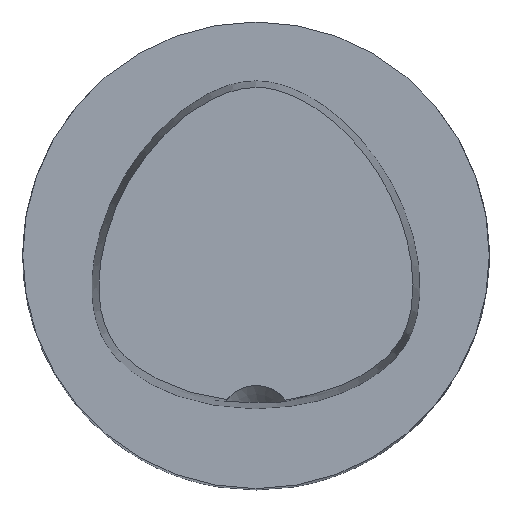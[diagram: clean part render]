
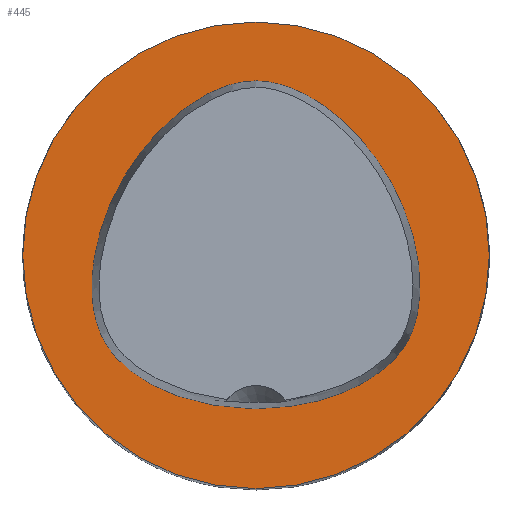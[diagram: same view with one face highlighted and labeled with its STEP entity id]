
A CAD part, top view. The second image highlights one B-rep face of the part: STEP entity #445.
In plain terms, the highlighted planar face has unit normal (0, 0, 1).
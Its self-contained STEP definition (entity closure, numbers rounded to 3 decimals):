
#188=EDGE_CURVE('240[2]',#538,#538,#539,.T.);
#372=EDGE_CURVE('240[2]',#556,#556,#795,.T.);
#445=ADVANCED_FACE('240[2]',(#875,#876),#877,.T.);
#538=VERTEX_POINT('',#993);
#539=CIRCLE('',#994,25.0);
#556=VERTEX_POINT('',#1016);
#795=B_SPLINE_CURVE_WITH_KNOTS('',3,(#1828,#1829,#1830,#1831,#1832,#1833,#1834,#1835,#1836,#1837,#1838,#1839,#1840,#1841,#1842,#1843,#1844,#1845,#1846,#1847,#1848,#1849,#1850,#1851,#1852,#1853,#1854,#1855,#1856,#1857,#1858,#1859,#1860,#1861,#1862,#1863,#1864,#1865,#1866,#1867,#1868,#1869,#1870,#1871,#1872,#1873,#1874,#1875,#1876,#1877,#1878,#1879,#1880,#1881,#1882,#1883,#1884,#1885,#1886,#1887,#1888,#1889,#1890,#1891,#1892,#1893,#1894,#1895,#1896,#1897,#1898,#1899,#1900,#1901,#1902,#1903,#1904,#1905,#1906,#1907,#1908,#1909,#1910,#1911,#1912,#1913,#1914,#1915,#1916,#1917,#1918,#1919,#1920,#1921,#1922,#1923),.UNSPECIFIED.,.T.,.F.,(4,2,2,2,2,2,2,2,2,2,2,2,2,2,2,2,2,2,2,2,2,2,2,2,2,2,2,2,2,2,2,2,2,2,2,2,2,2,2,2,2,2,2,2,2,2,2,4),(0.0,0.,0.023,0.046,0.069,0.091,0.112,0.133,0.153,0.173,0.194,0.214,0.236,0.257,0.28,0.302,0.326,0.349,0.372,0.395,0.417,0.438,0.459,0.48,0.5,0.52,0.541,0.562,0.583,0.605,0.628,0.651,0.674,0.698,0.72,0.743,0.764,0.786,0.806,0.827,0.847,0.867,0.888,0.909,0.931,0.954,0.977,1.0),.UNSPECIFIED.);
#875=FACE_BOUND('',#2099,.T.);
#876=FACE_OUTER_BOUND('',#2100,.T.);
#877=PLANE('',#2101);
#993=CARTESIAN_POINT('',(0.,25.0,0.));
#994=AXIS2_PLACEMENT_3D('',#2210,#2211,#2212);
#1016=CARTESIAN_POINT('',(0.001,18.694,0.0));
#1828=CARTESIAN_POINT('',(0.001,18.694,0.0));
#1829=CARTESIAN_POINT('',(0.011,18.694,0.0));
#1830=CARTESIAN_POINT('',(0.02,18.694,0.0));
#1831=CARTESIAN_POINT('',(0.871,18.695,0.0));
#1832=CARTESIAN_POINT('',(1.713,18.556,0.0));
#1833=CARTESIAN_POINT('',(3.347,18.108,0.0));
#1834=CARTESIAN_POINT('',(4.138,17.797,0.0));
#1835=CARTESIAN_POINT('',(5.644,17.061,0.0));
#1836=CARTESIAN_POINT('',(6.361,16.639,0.0));
#1837=CARTESIAN_POINT('',(7.712,15.718,0.0));
#1838=CARTESIAN_POINT('',(8.348,15.221,0.0));
#1839=CARTESIAN_POINT('',(9.549,14.18,0.0));
#1840=CARTESIAN_POINT('',(10.114,13.638,0.0));
#1841=CARTESIAN_POINT('',(11.179,12.514,0.0));
#1842=CARTESIAN_POINT('',(11.678,11.934,0.0));
#1843=CARTESIAN_POINT('',(12.616,10.742,0.0));
#1844=CARTESIAN_POINT('',(13.055,10.13,0.0));
#1845=CARTESIAN_POINT('',(13.877,8.876,0.0));
#1846=CARTESIAN_POINT('',(14.26,8.233,0.0));
#1847=CARTESIAN_POINT('',(14.972,6.916,0.0));
#1848=CARTESIAN_POINT('',(15.3,6.242,0.0));
#1849=CARTESIAN_POINT('',(15.902,4.857,0.0));
#1850=CARTESIAN_POINT('',(16.174,4.147,0.0));
#1851=CARTESIAN_POINT('',(16.658,2.689,0.0));
#1852=CARTESIAN_POINT('',(16.869,1.941,0.0));
#1853=CARTESIAN_POINT('',(17.218,0.406,0.0));
#1854=CARTESIAN_POINT('',(17.354,-0.381,0.0));
#1855=CARTESIAN_POINT('',(17.542,-1.99,0.0));
#1856=CARTESIAN_POINT('',(17.59,-2.813,0.0));
#1857=CARTESIAN_POINT('',(17.564,-4.476,0.0));
#1858=CARTESIAN_POINT('',(17.486,-5.317,0.0));
#1859=CARTESIAN_POINT('',(17.171,-6.985,0.0));
#1860=CARTESIAN_POINT('',(16.933,-7.811,0.0));
#1861=CARTESIAN_POINT('',(16.223,-9.36,0.0));
#1862=CARTESIAN_POINT('',(15.753,-10.083,0.0));
#1863=CARTESIAN_POINT('',(14.646,-11.379,0.0));
#1864=CARTESIAN_POINT('',(14.011,-11.953,0.0));
#1865=CARTESIAN_POINT('',(12.665,-12.971,0.0));
#1866=CARTESIAN_POINT('',(11.955,-13.418,0.0));
#1867=CARTESIAN_POINT('',(10.5,-14.197,0.0));
#1868=CARTESIAN_POINT('',(9.758,-14.532,0.0));
#1869=CARTESIAN_POINT('',(8.263,-15.113,0.0));
#1870=CARTESIAN_POINT('',(7.511,-15.361,0.0));
#1871=CARTESIAN_POINT('',(6.005,-15.774,0.0));
#1872=CARTESIAN_POINT('',(5.251,-15.94,0.0));
#1873=CARTESIAN_POINT('',(3.745,-16.178,0.0));
#1874=CARTESIAN_POINT('',(2.993,-16.252,0.0));
#1875=CARTESIAN_POINT('',(1.489,-16.39,0.0));
#1876=CARTESIAN_POINT('',(0.738,-16.454,0.0));
#1877=CARTESIAN_POINT('',(-0.759,-16.454,0.0));
#1878=CARTESIAN_POINT('',(-1.505,-16.392,0.0));
#1879=CARTESIAN_POINT('',(-3.002,-16.253,0.0));
#1880=CARTESIAN_POINT('',(-3.753,-16.176,0.0));
#1881=CARTESIAN_POINT('',(-5.259,-15.935,0.0));
#1882=CARTESIAN_POINT('',(-6.013,-15.769,0.0));
#1883=CARTESIAN_POINT('',(-7.522,-15.364,0.0));
#1884=CARTESIAN_POINT('',(-8.275,-15.122,0.0));
#1885=CARTESIAN_POINT('',(-9.771,-14.545,0.0));
#1886=CARTESIAN_POINT('',(-10.514,-14.208,0.0));
#1887=CARTESIAN_POINT('',(-11.964,-13.421,0.0));
#1888=CARTESIAN_POINT('',(-12.67,-12.968,0.0));
#1889=CARTESIAN_POINT('',(-14.011,-11.942,0.0));
#1890=CARTESIAN_POINT('',(-14.644,-11.366,0.0));
#1891=CARTESIAN_POINT('',(-15.747,-10.068,0.0));
#1892=CARTESIAN_POINT('',(-16.217,-9.345,0.0));
#1893=CARTESIAN_POINT('',(-16.93,-7.799,0.0));
#1894=CARTESIAN_POINT('',(-17.173,-6.976,0.0));
#1895=CARTESIAN_POINT('',(-17.495,-5.311,0.0));
#1896=CARTESIAN_POINT('',(-17.574,-4.469,0.0));
#1897=CARTESIAN_POINT('',(-17.598,-2.805,0.0));
#1898=CARTESIAN_POINT('',(-17.546,-1.982,0.0));
#1899=CARTESIAN_POINT('',(-17.353,-0.374,0.0));
#1900=CARTESIAN_POINT('',(-17.214,0.413,0.0));
#1901=CARTESIAN_POINT('',(-16.864,1.947,0.0));
#1902=CARTESIAN_POINT('',(-16.655,2.696,0.0));
#1903=CARTESIAN_POINT('',(-16.172,4.154,0.0));
#1904=CARTESIAN_POINT('',(-15.9,4.864,0.0));
#1905=CARTESIAN_POINT('',(-15.298,6.248,0.0));
#1906=CARTESIAN_POINT('',(-14.969,6.923,0.0));
#1907=CARTESIAN_POINT('',(-14.256,8.24,0.0));
#1908=CARTESIAN_POINT('',(-13.873,8.882,0.0));
#1909=CARTESIAN_POINT('',(-13.052,10.136,0.0));
#1910=CARTESIAN_POINT('',(-12.612,10.748,0.0));
#1911=CARTESIAN_POINT('',(-11.674,11.94,0.0));
#1912=CARTESIAN_POINT('',(-11.173,12.519,0.0));
#1913=CARTESIAN_POINT('',(-10.107,13.641,0.0));
#1914=CARTESIAN_POINT('',(-9.541,14.183,0.0));
#1915=CARTESIAN_POINT('',(-8.337,15.22,0.0));
#1916=CARTESIAN_POINT('',(-7.7,15.714,0.0));
#1917=CARTESIAN_POINT('',(-6.351,16.64,0.0));
#1918=CARTESIAN_POINT('',(-5.639,17.071,0.0));
#1919=CARTESIAN_POINT('',(-4.137,17.815,0.0));
#1920=CARTESIAN_POINT('',(-3.346,18.127,0.0));
#1921=CARTESIAN_POINT('',(-1.703,18.565,0.0));
#1922=CARTESIAN_POINT('',(-0.849,18.69,0.0));
#1923=CARTESIAN_POINT('',(0.001,18.694,0.0));
#2099=EDGE_LOOP('',(#2580));
#2100=EDGE_LOOP('',(#2581));
#2101=AXIS2_PLACEMENT_3D('',#2582,#2583,#2584);
#2210=CARTESIAN_POINT('',(0.0,0.0,0.0));
#2211=DIRECTION('',(0.,0.,1.0));
#2212=DIRECTION('',(0.,-1.0,0.));
#2580=ORIENTED_EDGE('',*,*,#372,.T.);
#2581=ORIENTED_EDGE('',*,*,#188,.T.);
#2582=CARTESIAN_POINT('',(0.0,0.0,0.0));
#2583=DIRECTION('',(0.,0.,1.0));
#2584=DIRECTION('',(-1.0,0.,0.));
